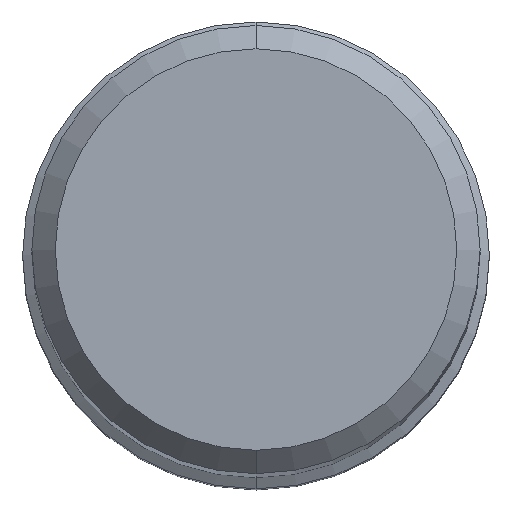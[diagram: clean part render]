
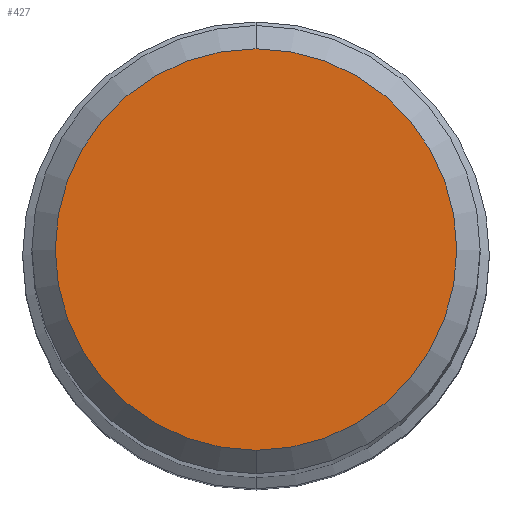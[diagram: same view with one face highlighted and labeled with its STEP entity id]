
A CAD part, top view. The second image highlights one B-rep face of the part: STEP entity #427.
In plain terms, the highlighted planar face has unit normal (0, 0, 1).
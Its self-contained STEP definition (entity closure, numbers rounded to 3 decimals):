
#295=VERTEX_POINT('',#691);
#427=ADVANCED_FACE('',(#831),#832,.T.);
#457=EDGE_CURVE('',#295,#465,#868,.T.);
#465=VERTEX_POINT('',#878);
#549=EDGE_CURVE('',#465,#295,#973,.T.);
#691=CARTESIAN_POINT('',(0.0,4.3,0.0));
#831=FACE_OUTER_BOUND('',#1495,.T.);
#832=PLANE('',#1496);
#868=CIRCLE('',#1542,4.3);
#878=CARTESIAN_POINT('',(0.,-4.3,0.0));
#973=CIRCLE('',#1695,4.3);
#1495=EDGE_LOOP('',(#2003,#2004));
#1496=AXIS2_PLACEMENT_3D('',#2005,#2006,#2007);
#1542=AXIS2_PLACEMENT_3D('',#2069,#2070,#2071);
#1695=AXIS2_PLACEMENT_3D('',#2237,#2238,#2239);
#2003=ORIENTED_EDGE('',*,*,#457,.F.);
#2004=ORIENTED_EDGE('',*,*,#549,.F.);
#2005=CARTESIAN_POINT('',(0.0,2.15,0.0));
#2006=DIRECTION('',(-0.0,0.0,1.0));
#2007=DIRECTION('',(0.0,-1.0,0.0));
#2069=CARTESIAN_POINT('',(0.0,0.0,0.0));
#2070=DIRECTION('',(0.0,0.0,-1.0));
#2071=DIRECTION('',(0.0,1.0,0.0));
#2237=CARTESIAN_POINT('',(0.0,0.0,0.0));
#2238=DIRECTION('',(0.0,0.0,-1.0));
#2239=DIRECTION('',(0.0,1.0,0.0));
